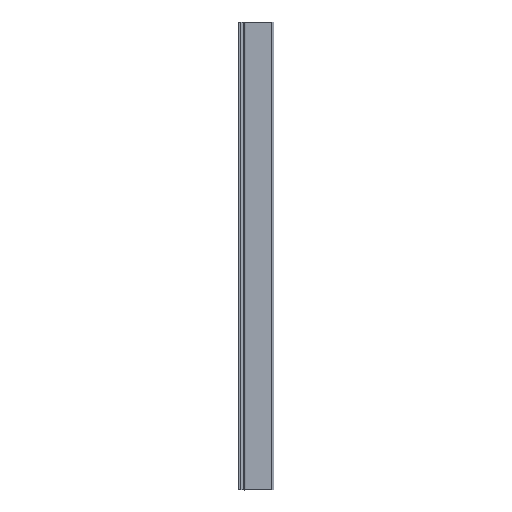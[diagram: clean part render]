
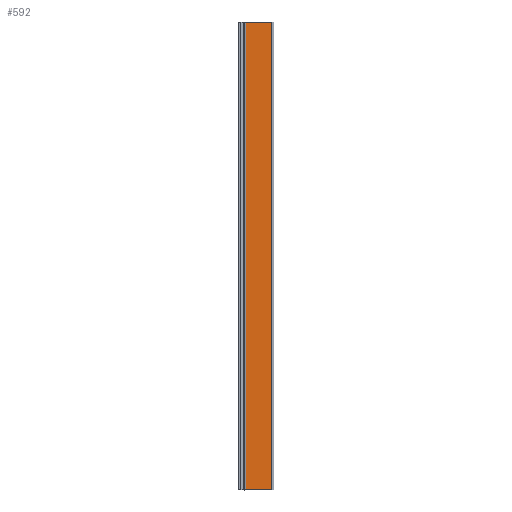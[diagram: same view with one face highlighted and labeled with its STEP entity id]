
A CAD part, front view. The second image highlights one B-rep face of the part: STEP entity #592.
In plain terms, the highlighted planar face has unit normal (0, -1, 0).
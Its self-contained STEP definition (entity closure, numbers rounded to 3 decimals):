
#53 = LINE ( 'NONE', #55, #646 ) ;
#55 = CARTESIAN_POINT ( 'NONE',  ( 10., -3., 500. ) ) ;
#147 = CARTESIAN_POINT ( 'NONE',  ( -21.828, -3., 0. ) ) ;
#148 = VECTOR ( 'NONE', #795, 1000. ) ;
#232 = EDGE_CURVE ( 'NONE', #1053, #1193, #1254, .T. ) ;
#234 = ORIENTED_EDGE ( 'NONE', *, *, #977, .F. ) ;
#268 = VECTOR ( 'NONE', #289, 1000. ) ;
#275 = EDGE_CURVE ( 'NONE', #1038, #1147, #797, .T. ) ;
#289 = DIRECTION ( 'NONE',  ( -1., 0., 0. ) ) ;
#366 = CARTESIAN_POINT ( 'NONE',  ( -21.828, -3., 500. ) ) ;
#455 = LINE ( 'NONE', #1152, #148 ) ;
#485 = CARTESIAN_POINT ( 'NONE',  ( 10., -3., 500. ) ) ;
#486 = DIRECTION ( 'NONE',  ( -1., 0., 0. ) ) ;
#574 = ORIENTED_EDGE ( 'NONE', *, *, #275, .F. ) ;
#592 = ADVANCED_FACE ( 'NONE', ( #1181 ), #1104, .F. ) ;
#642 = CARTESIAN_POINT ( 'NONE',  ( -21.828, -3., 500. ) ) ;
#646 = VECTOR ( 'NONE', #886, 1000. ) ;
#718 = AXIS2_PLACEMENT_3D ( 'NONE', #366, #1212, #486 ) ;
#795 = DIRECTION ( 'NONE',  ( 0., 0., 1. ) ) ;
#797 = LINE ( 'NONE', #642, #1436 ) ;
#886 = DIRECTION ( 'NONE',  ( 0., 0., -1. ) ) ;
#894 = CARTESIAN_POINT ( 'NONE',  ( 10., -3., 0. ) ) ;
#897 = CARTESIAN_POINT ( 'NONE',  ( -21.828, -3., 500. ) ) ;
#904 = CARTESIAN_POINT ( 'NONE',  ( -21.828, -3., 0. ) ) ;
#939 = ORIENTED_EDGE ( 'NONE', *, *, #232, .F. ) ;
#977 = EDGE_CURVE ( 'NONE', #1147, #1053, #53, .T. ) ;
#1015 = EDGE_LOOP ( 'NONE', ( #234, #574, #1171, #939 ) ) ;
#1038 = VERTEX_POINT ( 'NONE', #897 ) ;
#1053 = VERTEX_POINT ( 'NONE', #894 ) ;
#1104 = PLANE ( 'NONE',  #718 ) ;
#1147 = VERTEX_POINT ( 'NONE', #485 ) ;
#1152 = CARTESIAN_POINT ( 'NONE',  ( -21.828, -3., 500. ) ) ;
#1171 = ORIENTED_EDGE ( 'NONE', *, *, #1387, .F. ) ;
#1181 = FACE_OUTER_BOUND ( 'NONE', #1015, .T. ) ;
#1193 = VERTEX_POINT ( 'NONE', #147 ) ;
#1212 = DIRECTION ( 'NONE',  ( 0., 1., 0. ) ) ;
#1254 = LINE ( 'NONE', #904, #268 ) ;
#1387 = EDGE_CURVE ( 'NONE', #1193, #1038, #455, .T. ) ;
#1436 = VECTOR ( 'NONE', #1466, 1000. ) ;
#1466 = DIRECTION ( 'NONE',  ( 1., 0., 0. ) ) ;
